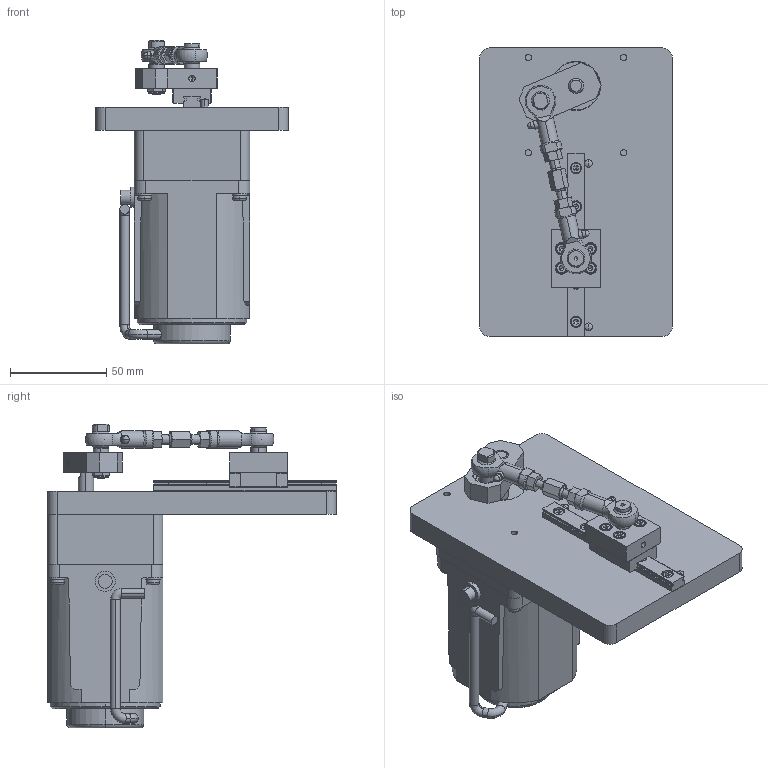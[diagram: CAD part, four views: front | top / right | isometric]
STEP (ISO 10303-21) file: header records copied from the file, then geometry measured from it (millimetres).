
FILE_DESCRIPTION (( 'STEP AP214' ), '1' );
FILE_NAME ('_0834_Assy.STEP', '2019-11-19T11:29:42', ( '' ), ( '' ), 'SwSTEP 2.0', 'SolidWorks 2012', '' );
FILE_SCHEMA (( 'AUTOMOTIVE_DESIGN' ));
Length unit declared in the file: millimetre
Products named in the file (34): 0834_302_SCB3-10; 0834_301_SCB3-8; 0834_202_Plate(2); 0834_201_Plate(1); 0834_012_MSC4-8; 0834_011_CLBGNU5-18.5; U-Nut-1_0834_011_CLBGNU5-18.5; Pivot Pin_0834_011_CLBGNU5-18.5; 0834_010_LNBB5-8-20; Set Screw-1_0834_010_LNBB5-8-20; Retaining Ring C In-1_0834_010_LNBB5-8-20; Bearing-1_0834_010_LNBB5-8-20; Link_0834_010_LNBB5-8-20; 0834_009_CLBUB5-8-6; 0834_008_PACMV-U60-W6-V100; 0834_007_PACMGX60-10; BZGN-M4_0834_007_PACMGX60-10; NEZI-M4x40L_0834_007_PACMGX60-10; GEARBOX_0834_007_PACMGX60-10; 0834_006_PHSCL5; BODY_0834_006_PHSCL5; BASE_0834_006_PHSCL5; 0834_005_SLBRFNF5-50-20; Nut-1_0834_005_SLBRFNF5-50-20; Rod End Coupling Rod_0834_005_SLBRFNF5-50-20; 0834_004_DBS3-8-6; 0834_003_PHSC5; BODY_0834_003_PHSC5; BASE_0834_003_PHSC5; 0834_002_WSSS8-3-3; 0834_001_SSEB-MX10-95; Block_0834_001_SSEB-MX10-95; Rail_0834_001_SSEB-MX10-95; _0834_Assy
Assembly tree (48 placements, depth 3):
  _0834_Assy
    0834_001_SSEB-MX10-95
      Rail_0834_001_SSEB-MX10-95
      Block_0834_001_SSEB-MX10-95
    0834_002_WSSS8-3-3
    0834_003_PHSC5
      BASE_0834_003_PHSC5
      BODY_0834_003_PHSC5
    0834_004_DBS3-8-6
    0834_005_SLBRFNF5-50-20
      Rod End Coupling Rod_0834_005_SLBRFNF5-50-20
      Nut-1_0834_005_SLBRFNF5-50-20  x2
    0834_006_PHSCL5
      BASE_0834_006_PHSCL5
      BODY_0834_006_PHSCL5
    0834_007_PACMGX60-10
      GEARBOX_0834_007_PACMGX60-10
      NEZI-M4x40L_0834_007_PACMGX60-10  x4
      BZGN-M4_0834_007_PACMGX60-10  x4
    0834_008_PACMV-U60-W6-V100
    0834_009_CLBUB5-8-6
    0834_010_LNBB5-8-20
      Link_0834_010_LNBB5-8-20
      Bearing-1_0834_010_LNBB5-8-20
      Retaining Ring C In-1_0834_010_LNBB5-8-20
      Set Screw-1_0834_010_LNBB5-8-20
    0834_011_CLBGNU5-18.5
      Pivot Pin_0834_011_CLBGNU5-18.5
      U-Nut-1_0834_011_CLBGNU5-18.5
    0834_012_MSC4-8  x2
    0834_201_Plate(1)
    0834_202_Plate(2)
    0834_301_SCB3-8  x5
    0834_302_SCB3-10  x4
Bounding box: 100 x 150.25 x 158 mm (x, y, z)
Volume: 556016.9 mm3; surface area: 104713.3 mm2
Topology: 41 solids, 43 shells, 1032 faces, 2482 edges, 1547 vertices
Faces by surface type: plane 465, cylinder 352, cone 147, torus 48, sphere 20
Entity records: 24056 total; most frequent: CARTESIAN_POINT 4514, DIRECTION 3952, ORIENTED_EDGE 3464, EDGE_CURVE 1732, AXIS2_PLACEMENT_3D 1560, VERTEX_POINT 1104, EDGE_LOOP 870, LINE 832
